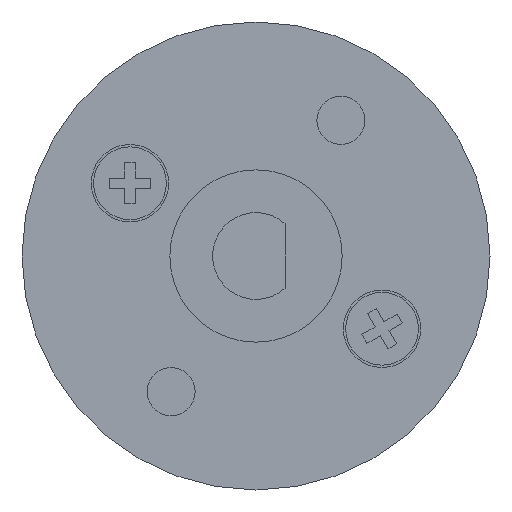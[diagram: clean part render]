
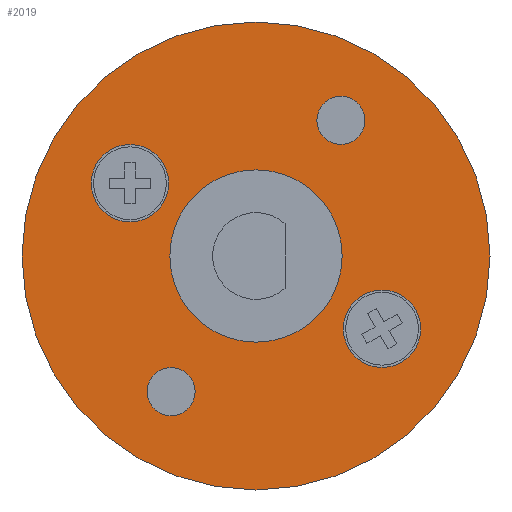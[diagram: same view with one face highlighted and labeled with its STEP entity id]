
A CAD part, left-side view. The second image highlights one B-rep face of the part: STEP entity #2019.
In plain terms, the highlighted planar face has unit normal (-1, 0, 0).
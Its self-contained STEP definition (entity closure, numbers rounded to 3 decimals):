
#43=FACE_BOUND('',#284,.T.);
#44=FACE_BOUND('',#285,.T.);
#45=FACE_BOUND('',#286,.T.);
#46=FACE_BOUND('',#287,.T.);
#47=FACE_BOUND('',#288,.T.);
#151=FACE_OUTER_BOUND('',#283,.T.);
#283=EDGE_LOOP('',(#1406));
#284=EDGE_LOOP('',(#1407));
#285=EDGE_LOOP('',(#1408));
#286=EDGE_LOOP('',(#1409));
#287=EDGE_LOOP('',(#1410));
#288=EDGE_LOOP('',(#1411));
#802=CIRCLE('',#2164,0.825);
#804=CIRCLE('',#2167,0.826);
#806=CIRCLE('',#2170,1.33);
#808=CIRCLE('',#2173,1.33);
#809=CIRCLE('',#2175,2.96);
#812=CIRCLE('',#2179,8.04);
#892=VERTEX_POINT('',#2994);
#894=VERTEX_POINT('',#3000);
#896=VERTEX_POINT('',#3006);
#898=VERTEX_POINT('',#3012);
#899=VERTEX_POINT('',#3016);
#902=VERTEX_POINT('',#3024);
#1080=EDGE_CURVE('',#892,#892,#802,.T.);
#1083=EDGE_CURVE('',#894,#894,#804,.T.);
#1086=EDGE_CURVE('',#896,#896,#806,.T.);
#1089=EDGE_CURVE('',#898,#898,#808,.T.);
#1090=EDGE_CURVE('',#899,#899,#809,.T.);
#1095=EDGE_CURVE('',#902,#902,#812,.T.);
#1406=ORIENTED_EDGE('',*,*,#1095,.T.);
#1407=ORIENTED_EDGE('',*,*,#1080,.T.);
#1408=ORIENTED_EDGE('',*,*,#1083,.T.);
#1409=ORIENTED_EDGE('',*,*,#1086,.T.);
#1410=ORIENTED_EDGE('',*,*,#1089,.T.);
#1411=ORIENTED_EDGE('',*,*,#1090,.F.);
#1932=PLANE('',#2189);
#2019=ADVANCED_FACE('',(#151,#43,#44,#45,#46,#47),#1932,.T.);
#2164=AXIS2_PLACEMENT_3D('',#2996,#2386,#2387);
#2167=AXIS2_PLACEMENT_3D('',#3002,#2393,#2394);
#2170=AXIS2_PLACEMENT_3D('',#3008,#2400,#2401);
#2173=AXIS2_PLACEMENT_3D('',#3014,#2407,#2408);
#2175=AXIS2_PLACEMENT_3D('',#3017,#2411,#2412);
#2179=AXIS2_PLACEMENT_3D('',#3026,#2421,#2422);
#2189=AXIS2_PLACEMENT_3D('',#3043,#2444,#2445);
#2386=DIRECTION('center_axis',(1.,0.,0.));
#2387=DIRECTION('ref_axis',(0.,0.,-1.));
#2393=DIRECTION('center_axis',(1.,0.,0.));
#2394=DIRECTION('ref_axis',(0.,0.,-1.));
#2400=DIRECTION('center_axis',(1.,0.,0.));
#2401=DIRECTION('ref_axis',(0.,0.,-1.));
#2407=DIRECTION('center_axis',(1.,0.,0.));
#2408=DIRECTION('ref_axis',(0.,0.,-1.));
#2411=DIRECTION('center_axis',(-1.,0.,0.));
#2412=DIRECTION('ref_axis',(0.,0.,1.));
#2421=DIRECTION('center_axis',(-1.,0.,0.));
#2422=DIRECTION('ref_axis',(0.,0.,1.));
#2444=DIRECTION('center_axis',(-1.,0.,0.));
#2445=DIRECTION('ref_axis',(0.,0.,1.));
#2994=CARTESIAN_POINT('',(-11.25,-2.918,3.837));
#2996=CARTESIAN_POINT('Origin',(-11.25,-2.918,4.662));
#3000=CARTESIAN_POINT('',(-11.25,2.918,-5.488));
#3002=CARTESIAN_POINT('Origin',(-11.25,2.918,-4.662));
#3006=CARTESIAN_POINT('',(-11.25,-4.33,-3.83));
#3008=CARTESIAN_POINT('Origin',(-11.25,-4.33,-2.5));
#3012=CARTESIAN_POINT('',(-11.25,4.33,1.17));
#3014=CARTESIAN_POINT('Origin',(-11.25,4.33,2.5));
#3016=CARTESIAN_POINT('',(-11.25,0.,2.96));
#3017=CARTESIAN_POINT('Origin',(-11.25,0.,0.));
#3024=CARTESIAN_POINT('',(-11.25,0.,8.04));
#3026=CARTESIAN_POINT('Origin',(-11.25,0.,0.));
#3043=CARTESIAN_POINT('Origin',(-11.25,0.,0.));
